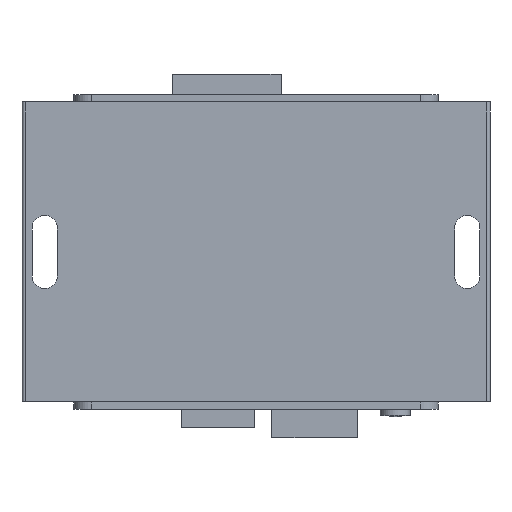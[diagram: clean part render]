
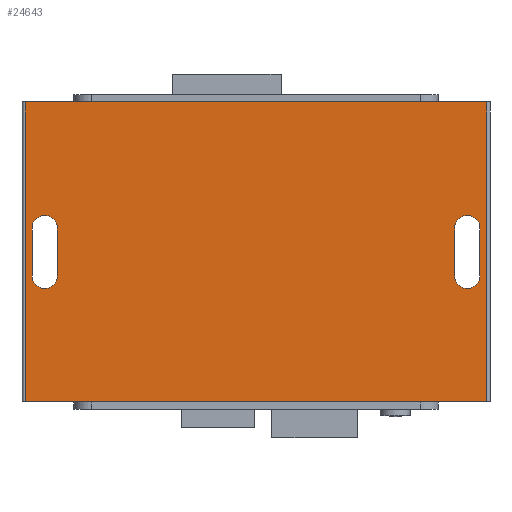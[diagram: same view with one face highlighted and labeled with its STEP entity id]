
A CAD part, front view. The second image highlights one B-rep face of the part: STEP entity #24643.
In plain terms, the highlighted planar face has unit normal (0, -1, 0).
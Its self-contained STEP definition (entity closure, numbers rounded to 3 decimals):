
#191 = VERTEX_POINT ( 'NONE', #10422 ) ;
#261 = VECTOR ( 'NONE', #9648, 1000. ) ;
#813 = DIRECTION ( 'NONE',  ( 0., 0., 1. ) ) ;
#1070 = LINE ( 'NONE', #29992, #261 ) ;
#1459 = CARTESIAN_POINT ( 'NONE',  ( 21.116, -7.462, 60. ) ) ;
#1490 = VERTEX_POINT ( 'NONE', #31741 ) ;
#1632 = CARTESIAN_POINT ( 'NONE',  ( 38.416, -7.462, 82. ) ) ;
#1646 = VERTEX_POINT ( 'NONE', #15242 ) ;
#1785 = ORIENTED_EDGE ( 'NONE', *, *, #27822, .T. ) ;
#1823 = CARTESIAN_POINT ( 'NONE',  ( -34.084, -7.462, 82. ) ) ;
#2421 = DIRECTION ( 'NONE',  ( 0., 0., -1. ) ) ;
#2573 = CARTESIAN_POINT ( 'NONE',  ( -36.184, -7.462, 103. ) ) ;
#4073 = CARTESIAN_POINT ( 'NONE',  ( -37.384, -7.462, 103. ) ) ;
#4728 = CARTESIAN_POINT ( 'NONE',  ( 34.216, -7.462, 103. ) ) ;
#4838 = CIRCLE ( 'NONE', #9362, 2.1 ) ;
#5045 = DIRECTION ( 'NONE',  ( 0., 1., 0. ) ) ;
#5339 = AXIS2_PLACEMENT_3D ( 'NONE', #5999, #16381, #813 ) ;
#5716 = ORIENTED_EDGE ( 'NONE', *, *, #7523, .T. ) ;
#5869 = VERTEX_POINT ( 'NONE', #20398 ) ;
#5999 = CARTESIAN_POINT ( 'NONE',  ( 36.316, -7.462, 74. ) ) ;
#6104 = DIRECTION ( 'NONE',  ( 1., 0., 0. ) ) ;
#6200 = CARTESIAN_POINT ( 'NONE',  ( -31.984, -7.462, 103. ) ) ;
#6215 = EDGE_CURVE ( 'NONE', #30117, #29050, #17849, .T. ) ;
#6802 = DIRECTION ( 'NONE',  ( 0., 0., 1. ) ) ;
#7281 = ORIENTED_EDGE ( 'NONE', *, *, #30290, .F. ) ;
#7483 = EDGE_CURVE ( 'NONE', #29050, #27844, #31770, .T. ) ;
#7523 = EDGE_CURVE ( 'NONE', #25271, #31712, #4838, .T. ) ;
#7671 = VECTOR ( 'NONE', #31550, 1000. ) ;
#7699 = DIRECTION ( 'NONE',  ( 0., 0., 1. ) ) ;
#7857 = AXIS2_PLACEMENT_3D ( 'NONE', #1459, #24577, #9411 ) ;
#7993 = VERTEX_POINT ( 'NONE', #17388 ) ;
#8465 = CARTESIAN_POINT ( 'NONE',  ( -34.084, -7.462, 74. ) ) ;
#9233 = ORIENTED_EDGE ( 'NONE', *, *, #22337, .F. ) ;
#9355 = DIRECTION ( 'NONE',  ( 0., 0., 1. ) ) ;
#9362 = AXIS2_PLACEMENT_3D ( 'NONE', #17558, #14352, #6802 ) ;
#9411 = DIRECTION ( 'NONE',  ( 0., 0., 1. ) ) ;
#9474 = ORIENTED_EDGE ( 'NONE', *, *, #29643, .T. ) ;
#9564 = LINE ( 'NONE', #4073, #11552 ) ;
#9648 = DIRECTION ( 'NONE',  ( 0., 0., -1. ) ) ;
#10422 = CARTESIAN_POINT ( 'NONE',  ( -36.184, -7.462, 74. ) ) ;
#11440 = CARTESIAN_POINT ( 'NONE',  ( 34.216, -7.462, 82. ) ) ;
#11552 = VECTOR ( 'NONE', #24538, 1000. ) ;
#11686 = EDGE_CURVE ( 'NONE', #191, #5869, #22861, .T. ) ;
#12159 = ORIENTED_EDGE ( 'NONE', *, *, #25416, .T. ) ;
#12741 = CIRCLE ( 'NONE', #28643, 2.1 ) ;
#14123 = EDGE_LOOP ( 'NONE', ( #26830, #9233, #7281, #30432 ) ) ;
#14352 = DIRECTION ( 'NONE',  ( 0., 1., 0. ) ) ;
#14441 = LINE ( 'NONE', #6200, #7671 ) ;
#15242 = CARTESIAN_POINT ( 'NONE',  ( 39.616, -7.462, 103. ) ) ;
#15275 = EDGE_LOOP ( 'NONE', ( #22577, #1785, #32499, #9474 ) ) ;
#16217 = CARTESIAN_POINT ( 'NONE',  ( -37.384, -7.462, 103. ) ) ;
#16273 = VECTOR ( 'NONE', #23847, 1000. ) ;
#16381 = DIRECTION ( 'NONE',  ( 0., 1., 0. ) ) ;
#17202 = EDGE_CURVE ( 'NONE', #20632, #1490, #14441, .T. ) ;
#17357 = FACE_OUTER_BOUND ( 'NONE', #14123, .T. ) ;
#17371 = VECTOR ( 'NONE', #7699, 1000. ) ;
#17388 = CARTESIAN_POINT ( 'NONE',  ( 34.216, -7.462, 74. ) ) ;
#17558 = CARTESIAN_POINT ( 'NONE',  ( 36.316, -7.462, 82. ) ) ;
#17625 = CARTESIAN_POINT ( 'NONE',  ( -31.984, -7.462, 82. ) ) ;
#17849 = LINE ( 'NONE', #16217, #16273 ) ;
#18652 = CIRCLE ( 'NONE', #5339, 2.1 ) ;
#20164 = DIRECTION ( 'NONE',  ( 0., 0., 1. ) ) ;
#20398 = CARTESIAN_POINT ( 'NONE',  ( -36.184, -7.462, 82. ) ) ;
#20632 = VERTEX_POINT ( 'NONE', #17625 ) ;
#21363 = CARTESIAN_POINT ( 'NONE',  ( -37.384, -7.462, 53. ) ) ;
#21606 = EDGE_CURVE ( 'NONE', #7993, #25271, #26885, .T. ) ;
#22152 = ORIENTED_EDGE ( 'NONE', *, *, #31138, .T. ) ;
#22337 = EDGE_CURVE ( 'NONE', #1646, #27844, #1070, .T. ) ;
#22436 = VECTOR ( 'NONE', #20164, 1000. ) ;
#22519 = AXIS2_PLACEMENT_3D ( 'NONE', #1823, #5045, #9355 ) ;
#22577 = ORIENTED_EDGE ( 'NONE', *, *, #11686, .T. ) ;
#22861 = LINE ( 'NONE', #2573, #22436 ) ;
#23486 = CIRCLE ( 'NONE', #22519, 2.1 ) ;
#23847 = DIRECTION ( 'NONE',  ( 0., 0., -1. ) ) ;
#24538 = DIRECTION ( 'NONE',  ( 1., 0., 0. ) ) ;
#24577 = DIRECTION ( 'NONE',  ( 0., -1., 0. ) ) ;
#24643 = ADVANCED_FACE ( 'NONE', ( #28393, #26465, #17357 ), #26807, .T. ) ;
#24814 = LINE ( 'NONE', #27874, #27987 ) ;
#25125 = ORIENTED_EDGE ( 'NONE', *, *, #21606, .T. ) ;
#25271 = VERTEX_POINT ( 'NONE', #11440 ) ;
#25416 = EDGE_CURVE ( 'NONE', #31712, #25772, #24814, .T. ) ;
#25772 = VERTEX_POINT ( 'NONE', #26120 ) ;
#26120 = CARTESIAN_POINT ( 'NONE',  ( 38.416, -7.462, 74. ) ) ;
#26175 = DIRECTION ( 'NONE',  ( 0., 1., 0. ) ) ;
#26390 = DIRECTION ( 'NONE',  ( 0., 0., 1. ) ) ;
#26465 = FACE_BOUND ( 'NONE', #15275, .T. ) ;
#26807 = PLANE ( 'NONE',  #7857 ) ;
#26830 = ORIENTED_EDGE ( 'NONE', *, *, #7483, .T. ) ;
#26885 = LINE ( 'NONE', #4728, #17371 ) ;
#27410 = VECTOR ( 'NONE', #6104, 1000. ) ;
#27721 = CARTESIAN_POINT ( 'NONE',  ( 39.616, -7.462, 53. ) ) ;
#27822 = EDGE_CURVE ( 'NONE', #5869, #20632, #23486, .T. ) ;
#27844 = VERTEX_POINT ( 'NONE', #27721 ) ;
#27857 = CARTESIAN_POINT ( 'NONE',  ( -37.384, -7.462, 53. ) ) ;
#27874 = CARTESIAN_POINT ( 'NONE',  ( 38.416, -7.462, 103. ) ) ;
#27987 = VECTOR ( 'NONE', #2421, 1000. ) ;
#28377 = EDGE_LOOP ( 'NONE', ( #25125, #5716, #12159, #22152 ) ) ;
#28393 = FACE_BOUND ( 'NONE', #28377, .T. ) ;
#28643 = AXIS2_PLACEMENT_3D ( 'NONE', #8465, #26175, #26390 ) ;
#29050 = VERTEX_POINT ( 'NONE', #27857 ) ;
#29643 = EDGE_CURVE ( 'NONE', #1490, #191, #12741, .T. ) ;
#29992 = CARTESIAN_POINT ( 'NONE',  ( 39.616, -7.462, 103. ) ) ;
#30117 = VERTEX_POINT ( 'NONE', #30877 ) ;
#30290 = EDGE_CURVE ( 'NONE', #30117, #1646, #9564, .T. ) ;
#30432 = ORIENTED_EDGE ( 'NONE', *, *, #6215, .T. ) ;
#30877 = CARTESIAN_POINT ( 'NONE',  ( -37.384, -7.462, 103. ) ) ;
#31138 = EDGE_CURVE ( 'NONE', #25772, #7993, #18652, .T. ) ;
#31550 = DIRECTION ( 'NONE',  ( 0., 0., -1. ) ) ;
#31712 = VERTEX_POINT ( 'NONE', #1632 ) ;
#31741 = CARTESIAN_POINT ( 'NONE',  ( -31.984, -7.462, 74. ) ) ;
#31770 = LINE ( 'NONE', #21363, #27410 ) ;
#32499 = ORIENTED_EDGE ( 'NONE', *, *, #17202, .T. ) ;
